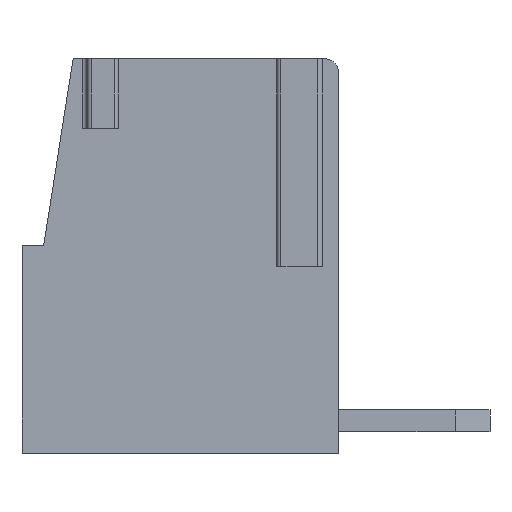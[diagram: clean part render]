
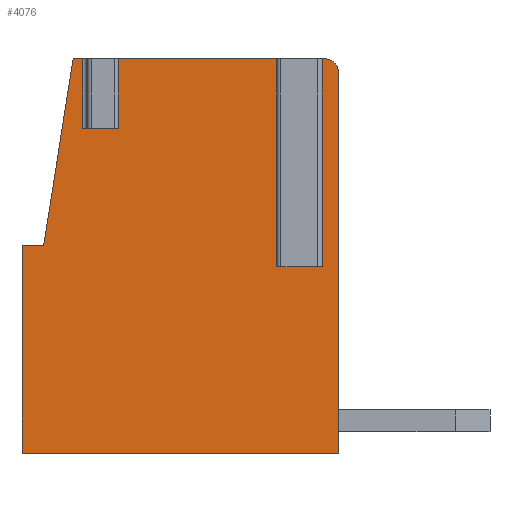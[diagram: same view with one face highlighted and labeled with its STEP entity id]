
A CAD part, left-side view. The second image highlights one B-rep face of the part: STEP entity #4076.
In plain terms, the highlighted planar face has unit normal (-1, 0, 0).
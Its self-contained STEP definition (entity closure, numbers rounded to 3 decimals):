
#99=CIRCLE('',#4294,0.3);
#818=ORIENTED_EDGE('',*,*,#1423,.T.);
#819=ORIENTED_EDGE('',*,*,#1424,.F.);
#820=ORIENTED_EDGE('',*,*,#1425,.T.);
#821=ORIENTED_EDGE('',*,*,#1426,.T.);
#822=ORIENTED_EDGE('',*,*,#1427,.F.);
#823=ORIENTED_EDGE('',*,*,#1428,.F.);
#824=ORIENTED_EDGE('',*,*,#1429,.T.);
#825=ORIENTED_EDGE('',*,*,#1430,.T.);
#826=ORIENTED_EDGE('',*,*,#1431,.F.);
#827=ORIENTED_EDGE('',*,*,#1432,.F.);
#828=ORIENTED_EDGE('',*,*,#1433,.T.);
#829=ORIENTED_EDGE('',*,*,#1434,.T.);
#830=ORIENTED_EDGE('',*,*,#1435,.T.);
#831=ORIENTED_EDGE('',*,*,#1436,.T.);
#832=ORIENTED_EDGE('',*,*,#1437,.T.);
#1423=EDGE_CURVE('',#1779,#1780,#2167,.T.);
#1424=EDGE_CURVE('',#1781,#1780,#99,.T.);
#1425=EDGE_CURVE('',#1781,#1782,#2168,.T.);
#1426=EDGE_CURVE('',#1782,#1783,#2169,.T.);
#1427=EDGE_CURVE('',#1784,#1783,#2170,.T.);
#1428=EDGE_CURVE('',#1785,#1784,#2171,.T.);
#1429=EDGE_CURVE('',#1785,#1786,#2172,.T.);
#1430=EDGE_CURVE('',#1786,#1787,#2173,.T.);
#1431=EDGE_CURVE('',#1788,#1787,#2174,.T.);
#1432=EDGE_CURVE('',#1789,#1788,#2175,.T.);
#1433=EDGE_CURVE('',#1789,#1790,#2176,.T.);
#1434=EDGE_CURVE('',#1790,#1791,#2177,.T.);
#1435=EDGE_CURVE('',#1791,#1792,#2178,.T.);
#1436=EDGE_CURVE('',#1792,#1793,#2179,.T.);
#1437=EDGE_CURVE('',#1793,#1779,#2180,.T.);
#1779=VERTEX_POINT('',#5965);
#1780=VERTEX_POINT('',#5966);
#1781=VERTEX_POINT('',#5968);
#1782=VERTEX_POINT('',#5970);
#1783=VERTEX_POINT('',#5972);
#1784=VERTEX_POINT('',#5974);
#1785=VERTEX_POINT('',#5976);
#1786=VERTEX_POINT('',#5978);
#1787=VERTEX_POINT('',#5980);
#1788=VERTEX_POINT('',#5982);
#1789=VERTEX_POINT('',#5984);
#1790=VERTEX_POINT('',#5986);
#1791=VERTEX_POINT('',#5988);
#1792=VERTEX_POINT('',#5990);
#1793=VERTEX_POINT('',#5992);
#2167=LINE('',#5964,#2578);
#2168=LINE('',#5969,#2579);
#2169=LINE('',#5971,#2580);
#2170=LINE('',#5973,#2581);
#2171=LINE('',#5975,#2582);
#2172=LINE('',#5977,#2583);
#2173=LINE('',#5979,#2584);
#2174=LINE('',#5981,#2585);
#2175=LINE('',#5983,#2586);
#2176=LINE('',#5985,#2587);
#2177=LINE('',#5987,#2588);
#2178=LINE('',#5989,#2589);
#2179=LINE('',#5991,#2590);
#2180=LINE('',#5993,#2591);
#2578=VECTOR('',#5008,1000.);
#2579=VECTOR('',#5011,1000.);
#2580=VECTOR('',#5012,1000.);
#2581=VECTOR('',#5013,1000.);
#2582=VECTOR('',#5014,1000.);
#2583=VECTOR('',#5015,1000.);
#2584=VECTOR('',#5016,1000.);
#2585=VECTOR('',#5017,1000.);
#2586=VECTOR('',#5018,1000.);
#2587=VECTOR('',#5019,1000.);
#2588=VECTOR('',#5020,1000.);
#2589=VECTOR('',#5021,1000.);
#2590=VECTOR('',#5022,1000.);
#2591=VECTOR('',#5023,1000.);
#2781=EDGE_LOOP('',(#818,#819,#820,#821,#822,#823,#824,#825,#826,#827,#828,
#829,#830,#831,#832));
#2946=FACE_BOUND('',#2781,.T.);
#3096=PLANE('',#4293);
#4076=ADVANCED_FACE('',(#2946),#3096,.F.);
#4293=AXIS2_PLACEMENT_3D('',#5963,#5006,#5007);
#4294=AXIS2_PLACEMENT_3D('',#5967,#5009,#5010);
#5006=DIRECTION('',(1.,0.,0.));
#5007=DIRECTION('',(0.,0.,1.));
#5008=DIRECTION('',(0.,0.,1.));
#5009=DIRECTION('',(1.,0.,0.));
#5010=DIRECTION('',(0.,-1.,0.));
#5011=DIRECTION('',(0.,1.,0.));
#5012=DIRECTION('',(0.,0.,-1.));
#5013=DIRECTION('',(0.,-1.,0.));
#5014=DIRECTION('',(0.,0.,-1.));
#5015=DIRECTION('',(0.,1.,0.));
#5016=DIRECTION('',(0.,0.,-1.));
#5017=DIRECTION('',(0.,-1.,0.));
#5018=DIRECTION('',(0.,0.,-1.));
#5019=DIRECTION('',(0.,1.,0.));
#5020=DIRECTION('',(0.,0.156,-0.988));
#5021=DIRECTION('',(0.,1.,0.));
#5022=DIRECTION('',(0.,0.,-1.));
#5023=DIRECTION('',(0.,-1.,0.));
#5963=CARTESIAN_POINT('',(-1.75,-11.88,0.));
#5964=CARTESIAN_POINT('',(-1.75,-7.3,0.));
#5965=CARTESIAN_POINT('',(-1.75,-7.3,0.));
#5966=CARTESIAN_POINT('',(-1.75,-7.3,8.8));
#5967=CARTESIAN_POINT('',(-1.75,-7.,8.8));
#5968=CARTESIAN_POINT('',(-1.75,-7.,9.1));
#5969=CARTESIAN_POINT('',(-1.75,-3.5,9.1));
#5970=CARTESIAN_POINT('',(-1.75,-6.827,9.1));
#5971=CARTESIAN_POINT('',(-1.75,-6.827,9.1));
#5972=CARTESIAN_POINT('',(-1.75,-6.827,4.3));
#5973=CARTESIAN_POINT('',(-1.75,-3.5,4.3));
#5974=CARTESIAN_POINT('',(-1.75,-5.973,4.3));
#5975=CARTESIAN_POINT('',(-1.75,-5.973,9.1));
#5976=CARTESIAN_POINT('',(-1.75,-5.973,9.1));
#5977=CARTESIAN_POINT('',(-1.75,-3.5,9.1));
#5978=CARTESIAN_POINT('',(-1.75,-2.127,9.1));
#5979=CARTESIAN_POINT('',(-1.75,-2.127,9.1));
#5980=CARTESIAN_POINT('',(-1.75,-2.127,7.5));
#5981=CARTESIAN_POINT('',(-1.75,-3.5,7.5));
#5982=CARTESIAN_POINT('',(-1.75,-1.4,7.5));
#5983=CARTESIAN_POINT('',(-1.75,-1.4,9.1));
#5984=CARTESIAN_POINT('',(-1.75,-1.4,9.1));
#5985=CARTESIAN_POINT('',(-1.75,-3.5,9.1));
#5986=CARTESIAN_POINT('',(-1.75,-1.181,9.1));
#5987=CARTESIAN_POINT('',(-1.75,0.26,0.));
#5988=CARTESIAN_POINT('',(-1.75,-0.5,4.8));
#5989=CARTESIAN_POINT('',(-1.75,-3.5,4.8));
#5990=CARTESIAN_POINT('',(-1.75,0.,4.8));
#5991=CARTESIAN_POINT('',(-1.75,0.,0.));
#5992=CARTESIAN_POINT('',(-1.75,0.,0.));
#5993=CARTESIAN_POINT('',(-1.75,-3.5,0.));
